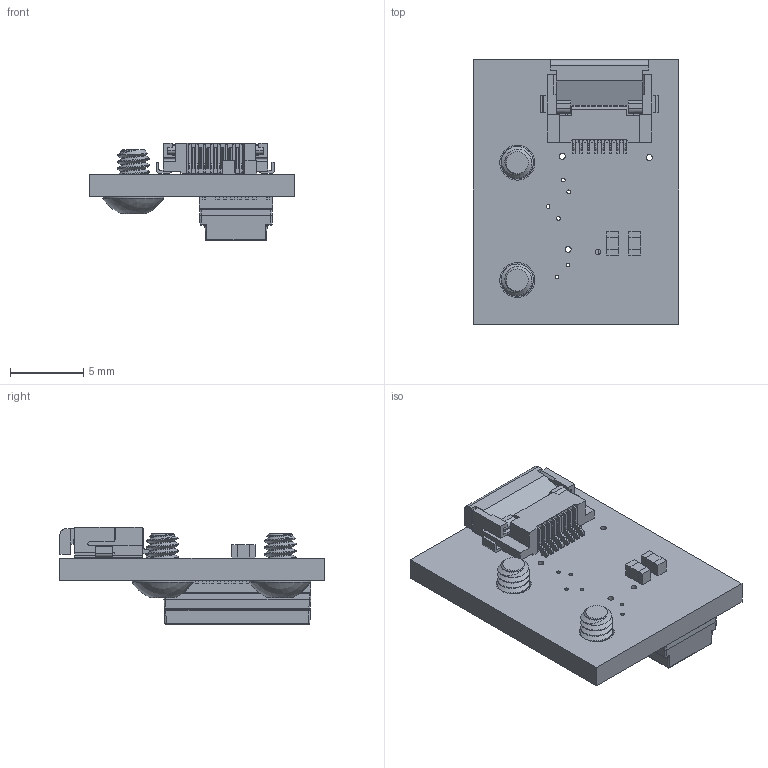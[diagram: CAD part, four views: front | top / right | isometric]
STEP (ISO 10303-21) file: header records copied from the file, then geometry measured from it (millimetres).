
FILE_DESCRIPTION(/* description */ (''),/* implementation_level */ '2;1');
FILE_NAME(/* name */ 'vis-analog-out-with-90-aoa.step',/* time_stamp */ '2021-03-12T13:51:25-05:00',/* author */ (''),/* organization */ (''),/* preprocessor_version */ 'ST-DEVELOPER v18.1',/* originating_system */ 'Autodesk Translation Framework v9.10.0.1330',/* authorisation */ '');
FILE_SCHEMA (('AUTOMOTIVE_DESIGN { 1 0 10303 214 3 1 1 }'));
Products named in the file (17): 90-aoa_vis-analog-out; PCB Component; Board; 2-56 1/8in button head; 2-56 1/8in button head_1; 0.1uF; 0.01uF; FH12-8S-0.5SH(55); FH12-8S-0; CUVV-90-1-1-1-SMT v1; QuikPak 500580 5x10 QFN v2; 500580 (1); 500580; 500581; 501201 v2; photodetector die LIS770i 3 (fluttershy) v2; CUVV-90-1-0-0-DIE base model v1
Assembly tree (16 placements, depth 5):
  90-aoa_vis-analog-out
    PCB Component
      Board
      2-56 1/8in button head
      2-56 1/8in button head_1
      0.1uF
      0.01uF
      FH12-8S-0.5SH(55)
        FH12-8S-0
    CUVV-90-1-1-1-SMT v1
      QuikPak 500580 5x10 QFN v2
        500580 (1)
          500580
          500581
      501201 v2
      photodetector die LIS770i 3 (fluttershy) v2
      CUVV-90-1-0-0-DIE base model v1
Bounding box: 14 x 18 x 6.65 mm (x, y, z)
Volume: 561.2 mm3; surface area: 1534.3 mm2
Topology: 87 solids, 87 shells, 2196 faces, 6077 edges, 3936 vertices
Faces by surface type: plane 1959, cylinder 161, bspline 48, cone 22, sphere 6
Full cylindrical faces by diameter (mm): 0.074 x1, 0.254 x6, 0.406 x4, 1.595 x10, 2.184 x10, 2.388 x2, 4.166 x2
Entity records: 73186 total; most frequent: CARTESIAN_POINT 16461, ORIENTED_EDGE 12118, DIRECTION 10600, EDGE_CURVE 6059, LINE 5584, VECTOR 5584, VERTEX_POINT 3936, AXIS2_PLACEMENT_3D 2508
